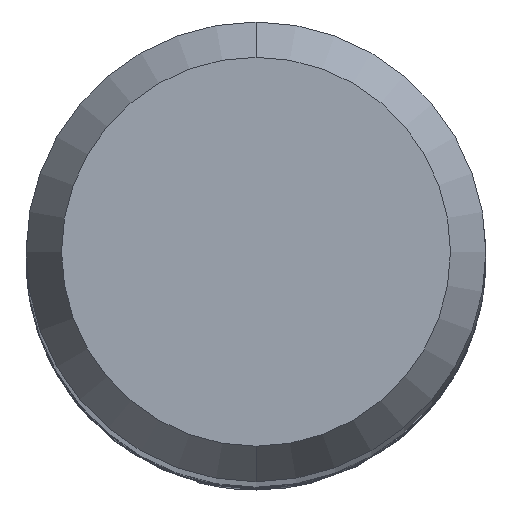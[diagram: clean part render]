
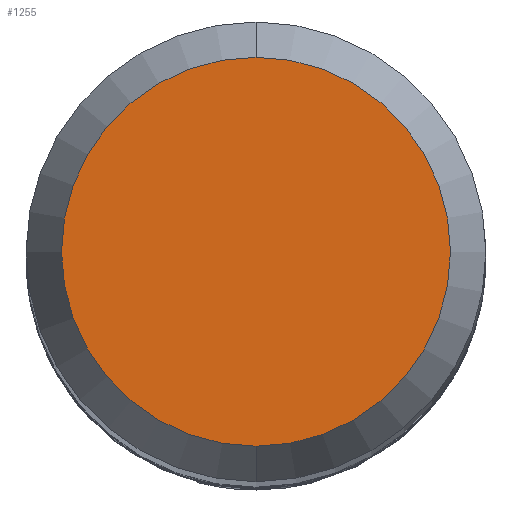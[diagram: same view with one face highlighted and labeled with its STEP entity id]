
A CAD part, top view. The second image highlights one B-rep face of the part: STEP entity #1255.
In plain terms, the highlighted planar face has unit normal (0, 0, 1).
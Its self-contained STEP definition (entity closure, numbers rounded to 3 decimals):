
#1255=ADVANCED_FACE('',(#2807),#2808,.T.);
#1353=EDGE_CURVE('',#1823,#1451,#2914,.T.);
#1451=VERTEX_POINT('',#3021);
#1823=VERTEX_POINT('',#3424);
#2105=EDGE_CURVE('',#1451,#1823,#3737,.T.);
#2807=FACE_OUTER_BOUND('',#10020,.T.);
#2808=PLANE('',#10021);
#2914=CIRCLE('',#11654,2.538);
#3021=CARTESIAN_POINT('',(0.0,2.538,0.0));
#3424=CARTESIAN_POINT('',(0.,-2.538,0.0));
#3737=CIRCLE('',#21289,2.538);
#10020=EDGE_LOOP('',(#23795,#23796));
#10021=AXIS2_PLACEMENT_3D('',#23797,#23798,#23799);
#11654=AXIS2_PLACEMENT_3D('',#23913,#23914,#23915);
#21289=AXIS2_PLACEMENT_3D('',#24697,#24698,#24699);
#23795=ORIENTED_EDGE('',*,*,#2105,.F.);
#23796=ORIENTED_EDGE('',*,*,#1353,.F.);
#23797=CARTESIAN_POINT('',(0.0,1.269,0.0));
#23798=DIRECTION('',(-0.0,0.0,1.0));
#23799=DIRECTION('',(0.0,-1.0,0.0));
#23913=CARTESIAN_POINT('',(0.0,0.0,0.0));
#23914=DIRECTION('',(0.0,0.0,-1.0));
#23915=DIRECTION('',(0.0,1.0,0.0));
#24697=CARTESIAN_POINT('',(0.0,0.0,0.0));
#24698=DIRECTION('',(0.0,0.0,-1.0));
#24699=DIRECTION('',(0.0,1.0,0.0));
